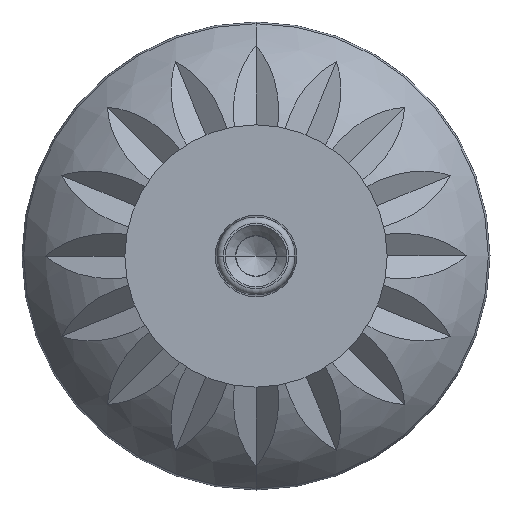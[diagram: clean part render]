
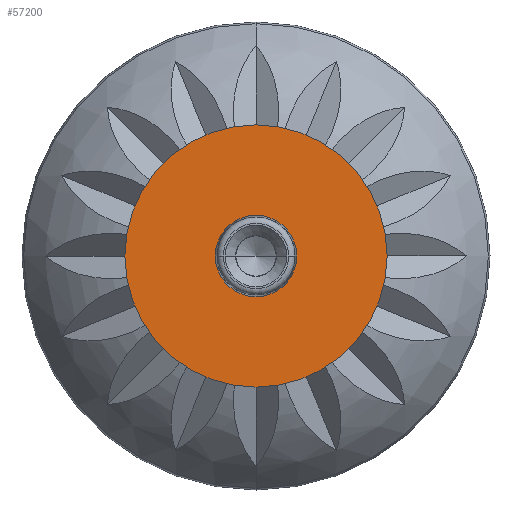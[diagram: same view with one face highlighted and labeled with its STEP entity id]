
A CAD part, front view. The second image highlights one B-rep face of the part: STEP entity #57200.
In plain terms, the highlighted planar face has unit normal (0, -1, 0).
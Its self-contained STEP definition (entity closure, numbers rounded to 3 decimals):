
#56640=CARTESIAN_POINT('',(21.3,0.,0.));
#56650=VERTEX_POINT('',#56640);
#56810=CARTESIAN_POINT('',(0.,0.,0.));
#56820=VERTEX_POINT('',#56810);
#56850=CARTESIAN_POINT('',(10.65,0.,0.));
#56860=DIRECTION('',(0.,1.,0.));
#56870=DIRECTION('',(-1.,0.,0.));
#56880=AXIS2_PLACEMENT_3D('',#56850,#56860,#56870);
#56890=CIRCLE('',#56880,10.65);
#56900=EDGE_CURVE('',#56650,#56820,#56890,.T.);
#56950=CARTESIAN_POINT('',(3.675,0.,0.));
#56960=DIRECTION('',(-0.,-1.,-0.));
#56970=DIRECTION('',(-1.,0.,0.));
#56980=AXIS2_PLACEMENT_3D('',#56950,#56960,#56970);
#56990=PLANE('',#56980);
#57000=CARTESIAN_POINT('',(10.65,0.,0.));
#57010=DIRECTION('',(0.,1.,0.));
#57020=DIRECTION('',(-1.,0.,0.));
#57030=AXIS2_PLACEMENT_3D('',#57000,#57010,#57020);
#57040=CIRCLE('',#57030,3.3);
#57050=CARTESIAN_POINT('',(7.35,0.,0.));
#57060=VERTEX_POINT('',#57050);
#57070=CARTESIAN_POINT('',(13.95,0.,0.));
#57080=VERTEX_POINT('',#57070);
#57090=EDGE_CURVE('',#57060,#57080,#57040,.T.);
#57100=ORIENTED_EDGE('',*,*,#57090,.T.);
#57110=EDGE_CURVE('',#57080,#57060,#57040,.T.);
#57120=ORIENTED_EDGE('',*,*,#57110,.T.);
#57130=EDGE_LOOP('',(#57120,#57100));
#57140=FACE_BOUND('',#57130,.T.);
#57150=EDGE_CURVE('',#56820,#56650,#56890,.T.);
#57160=ORIENTED_EDGE('',*,*,#57150,.F.);
#57170=ORIENTED_EDGE('',*,*,#56900,.F.);
#57180=EDGE_LOOP('',(#57170,#57160));
#57190=FACE_OUTER_BOUND('',#57180,.T.);
#57200=ADVANCED_FACE('',(#57140,#57190),#56990,.T.);
